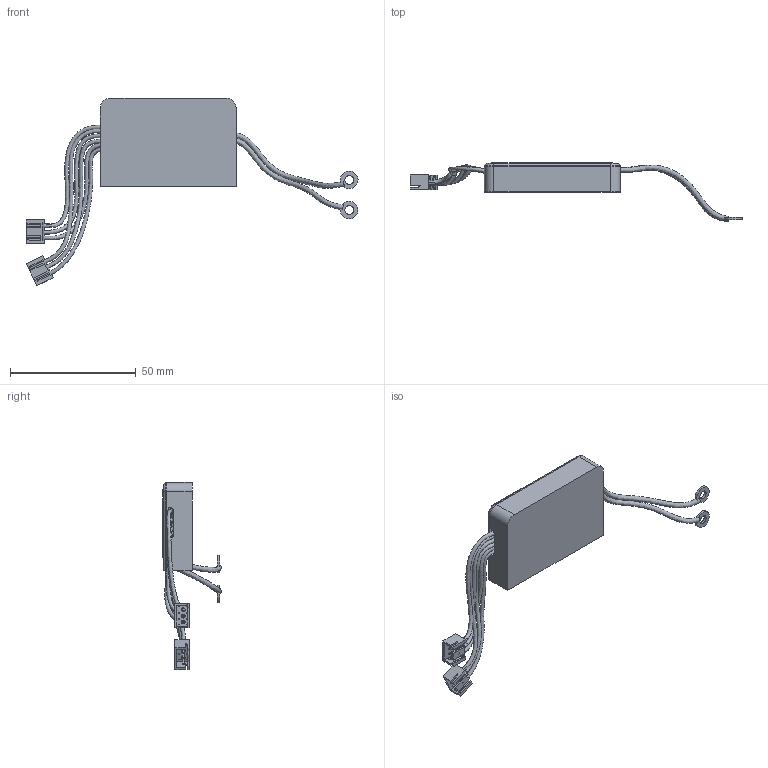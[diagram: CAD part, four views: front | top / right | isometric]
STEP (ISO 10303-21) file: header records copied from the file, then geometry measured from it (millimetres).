
FILE_DESCRIPTION(/* description */ (''),/* implementation_level */ '2;1');
FILE_NAME(/* name */ 'Charge_controller_case_v2.step',/* time_stamp */ '2022-03-30T13:12:49+04:00',/* author */ (''),/* organization */ (''),/* preprocessor_version */ 'ST-DEVELOPER v18.1',/* originating_system */ 'Autodesk Translation Framework v10.14.0.1471',/* authorisation */ '');
FILE_SCHEMA (('AUTOMOTIVE_DESIGN { 1 0 10303 214 3 1 1 }'));
Length unit declared in the file: millimetre
Products named in the file (15): Charge controller case; Electronics; 2-pins v2; 2-pins v2 (2); 2-pins v2 (3); 2-pins v2 (1); Box; sticker; Charging wires; Charge terminal; Battery balancing wire; JST - XH 3pin 2.5mm v4; JST - XH Male 3pin 2.5mm; JST - XH 3pin 2.5mm v4 (1); JST - XH Male 3pin 2.5mm (1)
Assembly tree (14 placements, depth 4):
  Charge controller case
    Electronics
      2-pins v2
      2-pins v2 (2)
      2-pins v2 (3)
      2-pins v2 (1)
    Box
    sticker
    Charging wires
      Charge terminal
    Battery balancing wire
      JST - XH 3pin 2.5mm v4
        JST - XH Male 3pin 2.5mm
      JST - XH 3pin 2.5mm v4 (1)
        JST - XH Male 3pin 2.5mm (1)
Bounding box: 132.09 x 23.37 x 74.48 mm (x, y, z)
Volume: 9698.3 mm3; surface area: 19491.6 mm2
Topology: 33 solids, 73 shells, 950 faces, 2304 edges, 1497 vertices
Faces by surface type: plane 826, bspline 86, cylinder 36, cone 2
Full cylindrical faces by diameter (mm): 3.5 x2, 7 x2
Entity records: 30923 total; most frequent: CARTESIAN_POINT 8684, ORIENTED_EDGE 4608, DIRECTION 4016, EDGE_CURVE 2304, LINE 2050, VECTOR 2050, VERTEX_POINT 1497, EDGE_LOOP 1023
